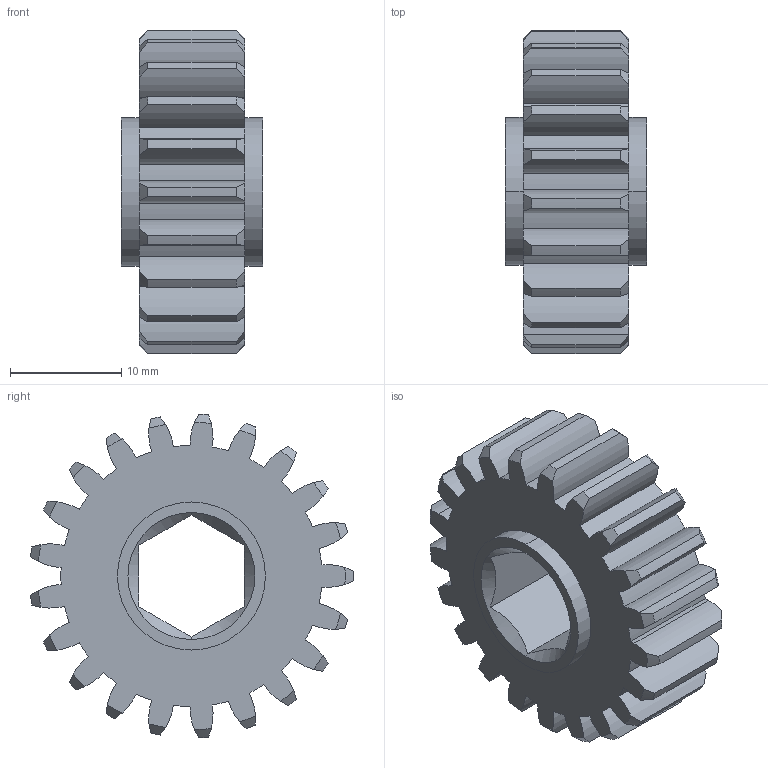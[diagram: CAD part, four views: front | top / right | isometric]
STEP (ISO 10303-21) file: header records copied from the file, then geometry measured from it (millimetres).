
FILE_DESCRIPTION (( 'STEP AP203' ), '1' );
FILE_NAME ('am-3646 21T 20DP 375hex 375 FW.STEP', '2022-05-23T16:56:23', ( '' ), ( '' ), 'SwSTEP 2.0', 'SolidWorks 2021', '' );
FILE_SCHEMA (( 'CONFIG_CONTROL_DESIGN' ));
Length unit declared in the file: inch
Products named in the file (1): am-3646 21T 20DP 375hex 375 FW
Bounding box: 12.7 x 29.11 x 29.18 mm (x, y, z)
Volume: 4541.8 mm3; surface area: 3073.6 mm2
Topology: 1 solids, 1 shells, 148 faces, 428 edges, 284 vertices
Faces by surface type: cylinder 92, cone 46, plane 10
Entity records: 5257 total; most frequent: CARTESIAN_POINT 1243, ORIENTED_EDGE 856, DIRECTION 856, EDGE_CURVE 428, AXIS2_PLACEMENT_3D 377, VERTEX_POINT 284, CIRCLE 228, EDGE_LOOP 152
